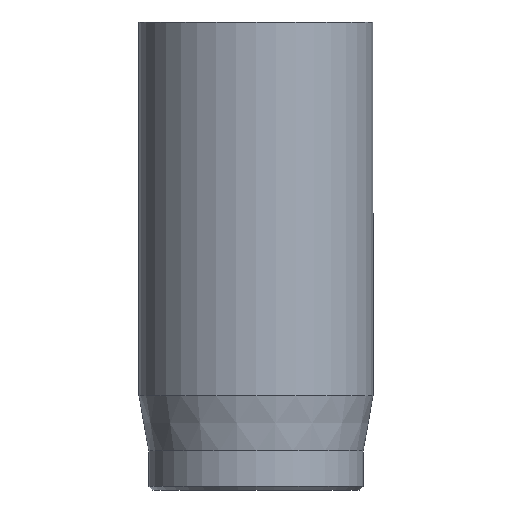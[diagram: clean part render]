
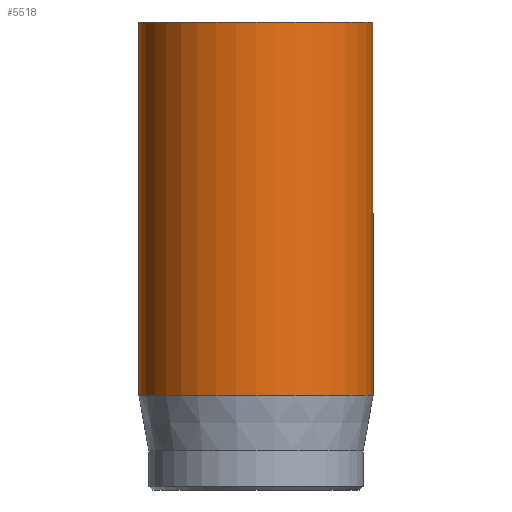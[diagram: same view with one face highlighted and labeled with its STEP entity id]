
A CAD part, front view. The second image highlights one B-rep face of the part: STEP entity #5518.
In plain terms, the highlighted cylindrical face has radius 3 mm (diameter 6 mm), a full revolution.
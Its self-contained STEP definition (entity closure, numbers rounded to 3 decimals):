
#705=CYLINDRICAL_SURFACE('',#5716,3.);
#987=FACE_OUTER_BOUND('',#1312,.T.);
#1312=EDGE_LOOP('',(#5122,#5123,#5124,#5125,#5126));
#1732=LINE('',#10460,#2158);
#2158=VECTOR('',#6380,3.);
#2193=CIRCLE('',#5699,3.);
#2199=CIRCLE('',#5714,3.);
#2200=CIRCLE('',#5715,3.);
#2726=VERTEX_POINT('',#10430);
#2732=VERTEX_POINT('',#10454);
#2733=VERTEX_POINT('',#10455);
#3525=EDGE_CURVE('',#2726,#2726,#2193,.T.);
#3534=EDGE_CURVE('',#2732,#2733,#2199,.T.);
#3535=EDGE_CURVE('',#2733,#2732,#2200,.T.);
#3537=EDGE_CURVE('',#2726,#2732,#1732,.T.);
#5122=ORIENTED_EDGE('',*,*,#3525,.T.);
#5123=ORIENTED_EDGE('',*,*,#3537,.T.);
#5124=ORIENTED_EDGE('',*,*,#3534,.T.);
#5125=ORIENTED_EDGE('',*,*,#3535,.T.);
#5126=ORIENTED_EDGE('',*,*,#3537,.F.);
#5518=ADVANCED_FACE('',(#987),#705,.T.);
#5699=AXIS2_PLACEMENT_3D('',#10431,#6340,#6341);
#5714=AXIS2_PLACEMENT_3D('',#10456,#6373,#6374);
#5715=AXIS2_PLACEMENT_3D('',#10457,#6375,#6376);
#5716=AXIS2_PLACEMENT_3D('',#10459,#6378,#6379);
#6340=DIRECTION('center_axis',(0.,0.,-1.));
#6341=DIRECTION('ref_axis',(-1.,0.,0.));
#6373=DIRECTION('center_axis',(0.,0.,1.));
#6374=DIRECTION('ref_axis',(-1.,0.,0.));
#6375=DIRECTION('center_axis',(0.,0.,1.));
#6376=DIRECTION('ref_axis',(-1.,0.,0.));
#6378=DIRECTION('center_axis',(0.,0.,1.));
#6379=DIRECTION('ref_axis',(-1.,0.,0.));
#6380=DIRECTION('',(0.,0.,-1.));
#10430=CARTESIAN_POINT('',(3.,0.,12.));
#10431=CARTESIAN_POINT('Origin',(0.,0.,12.));
#10454=CARTESIAN_POINT('',(3.,0.,2.418));
#10455=CARTESIAN_POINT('',(-3.,0.,2.418));
#10456=CARTESIAN_POINT('Origin',(0.,0.,2.418));
#10457=CARTESIAN_POINT('Origin',(0.,0.,2.418));
#10459=CARTESIAN_POINT('Origin',(0.,0.,0.));
#10460=CARTESIAN_POINT('',(3.,0.,0.));
